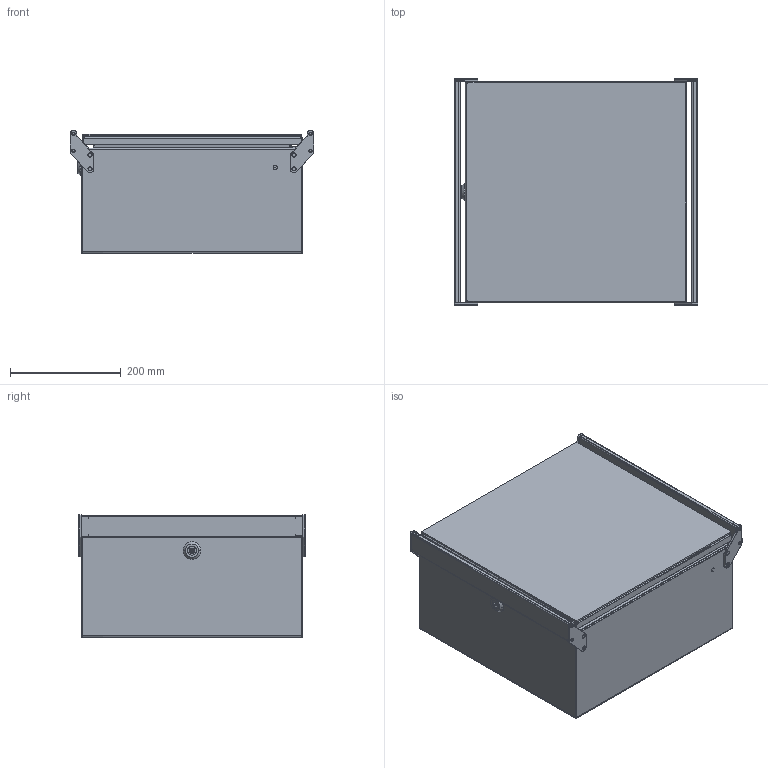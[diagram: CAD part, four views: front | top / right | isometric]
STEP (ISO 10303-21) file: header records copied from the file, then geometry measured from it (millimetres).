
FILE_DESCRIPTION (( 'STEP AP214' ), '1' );
FILE_NAME ('BAV-2144.STEP', '2011-11-23T13:42:52', ( 'Besitzer' ), ( '' ), 'SwSTEP 2.0', 'SolidWorks 2010', '' );
FILE_SCHEMA (( 'AUTOMOTIVE_DESIGN' ));
Length unit declared in the file: millimetre
Products named in the file (48): ENG-000876_DIN 934 M8; ENG-000884_M8; ENG-114467_10BAV-2144-M004; ENG-005950_6mm; ENG-000963_M5 X 0.8 (6MM LONG); ENG-00045A_Normal; ENG-114469_11BAV-2144-M004; ENG-000138_M8x25; ENG-114471_12BAV-2144-M004; ENG-000138_M6x12; ENG-000872_ohne Deckelteil; ENG-000268_509; ENGB-000201_510; ENG-122017_03E70-111-01; ENG-000732_03E20-005-01; ENG-114458_30BAV-2144-M004; ENG-114460_31BAV-2144-M004; ENG-114462_32BAV-2144-M004; ENG-000169_508; ENG-000138_M4x06; ENG-000138_M6x20; 040520061415_400 x 400; ENG-108033_98BAV-3066-M001; ENG-108034_99BAV-3066-M001; ENG-113554_2665; ENG-000884_M4; ENG-000876_DIN 934 M4; ENG-114504_90BAV-2144-M004; ENG-114503_91BAV-2144-M004; ENG-114528_BAV-2144; ENG-000098_M4; 1000-U66_ASM_SV-5127-V001; ENG-016749; 1000-156_PRT2; 18092008111411; ENG-016742; 1000-285; 1000-164A; ENG-111696_93BAE-2144-M002; ENG-111695_95BAV-2143-M002 ...
Assembly tree (105 placements, depth 4):
  BAV-2144
    ENG-000876_DIN 934 M8  x8
    ENG-111696_93BAE-2144-M002  x2
      ENG-107584
      ENG-103933_97BAE-2144-M001
      ENG-111695_94BAV-2143-M002
        ENG-000216_2351  x2
        ENG-107581_2617  x2
        ENG-111694_96BAV-2143-M002
      ENG-111695_95BAV-2143-M002
        ENG-000216_2351  x2
        ENG-107581_2617  x2
        ENG-111694_96BAV-2143-M002
    ENG-000098_M6  x8
    ENG-000884_M8  x8
    ENG-114458_30BAV-2144-M004
      ENG-000876_DIN 934 M4  x2
      ENG-000098_M4  x8
      ENG-108033_98BAV-3066-M001
        ENG-113554_2665
        ENG-108034_99BAV-3066-M001
      040520061415_400 x 400
      ENG-114504_90BAV-2144-M004
        ENG-114528_BAV-2144
        ENG-114503_91BAV-2144-M004
      ENG-114460_31BAV-2144-M004
        ENG-114462_32BAV-2144-M004
        ENG-000138_M6x20
        ENG-000138_M4x06  x2
        ENG-000169_508  x2
      ENG-000884_M4  x2
    ENG-000732_03E20-005-01
    ENG-114467_10BAV-2144-M004
      ENG-000098_M6  x4
      ENG-005950_6mm  x4
        ENG-000963_M5 X 0.8 (6MM LONG)
        ENG-00045A_Normal
      ENG-114469_11BAV-2144-M004
        ENG-000138_M6x20
        ENG-000138_M6x12  x4
        ENG-000138_M8x25  x4
        ENG-114471_12BAV-2144-M004
      ENG-000872_ohne Deckelteil  x2
        ENG-000268_509
        ENGB-000201_510
      ENG-122017_03E70-111-01
    1000-U66_ASM_SV-5127-V001
      18092008111411
      ENG-016742
      1000-156_PRT2
      ENG-016749
      1000-164A
      1000-285
Bounding box: 440 x 408 x 221.5 mm (x, y, z)
Volume: 2060722.8 mm3; surface area: 2156146.3 mm2
Topology: 110 solids, 112 shells, 2489 faces, 6018 edges, 3767 vertices
Faces by surface type: plane 1060, cylinder 846, cone 346, torus 89, bspline 76, sphere 72
Entity records: 47975 total; most frequent: CARTESIAN_POINT 13013, DIRECTION 6894, ORIENTED_EDGE 6575, EDGE_CURVE 3290, AXIS2_PLACEMENT_3D 2602, VERTEX_POINT 2087, LINE 1690, VECTOR 1690
